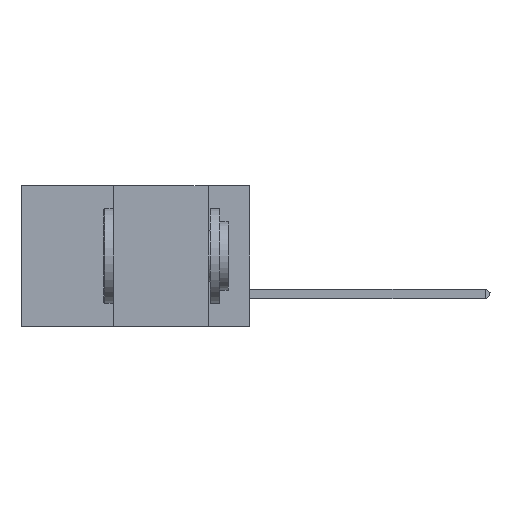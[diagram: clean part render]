
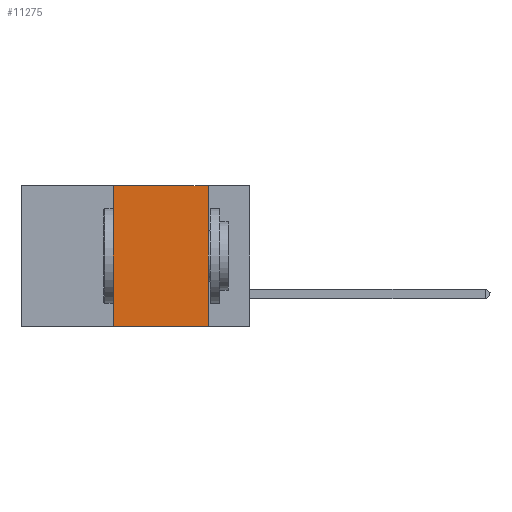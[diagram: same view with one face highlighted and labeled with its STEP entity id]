
A CAD part, left-side view. The second image highlights one B-rep face of the part: STEP entity #11275.
In plain terms, the highlighted planar face has unit normal (-1, 0, 0).
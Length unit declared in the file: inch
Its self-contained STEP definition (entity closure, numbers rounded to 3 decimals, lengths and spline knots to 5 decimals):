
#175 = EDGE_CURVE ( 'NONE', #36766, #15474, #26078, .T. ) ;
#2699 = CARTESIAN_POINT ( 'NONE',  ( 0., 0.36, 0. ) ) ;
#6188 = VERTEX_POINT ( 'NONE', #26425 ) ;
#7210 = EDGE_LOOP ( 'NONE', ( #21693, #39568, #37797, #10058 ) ) ;
#10058 = ORIENTED_EDGE ( 'NONE', *, *, #175, .T. ) ;
#11275 = ADVANCED_FACE ( 'NONE', ( #22405 ), #21257, .F. ) ;
#12814 = CARTESIAN_POINT ( 'NONE',  ( 0., 0.6, -0.37 ) ) ;
#14120 = LINE ( 'NONE', #2699, #24066 ) ;
#14346 = VECTOR ( 'NONE', #25918, 39.37008 ) ;
#15474 = VERTEX_POINT ( 'NONE', #17134 ) ;
#17134 = CARTESIAN_POINT ( 'NONE',  ( 0., 0.11, -0.37 ) ) ;
#18975 = CARTESIAN_POINT ( 'NONE',  ( 0., 0.36, 0. ) ) ;
#19775 = DIRECTION ( 'NONE',  ( 0., -1., 0. ) ) ;
#20206 = DIRECTION ( 'NONE',  ( 0., -1., 0. ) ) ;
#20649 = VECTOR ( 'NONE', #19775, 39.37008 ) ;
#20927 = VERTEX_POINT ( 'NONE', #18975 ) ;
#21185 = CARTESIAN_POINT ( 'NONE',  ( 0., 0.36, -0.37 ) ) ;
#21257 = PLANE ( 'NONE',  #33813 ) ;
#21362 = EDGE_CURVE ( 'NONE', #20927, #6188, #34952, .T. ) ;
#21424 = DIRECTION ( 'NONE',  ( 1., 0., 0. ) ) ;
#21693 = ORIENTED_EDGE ( 'NONE', *, *, #26299, .F. ) ;
#22405 = FACE_OUTER_BOUND ( 'NONE', #7210, .T. ) ;
#24066 = VECTOR ( 'NONE', #32376, 39.37008 ) ;
#24852 = VECTOR ( 'NONE', #20206, 39.37008 ) ;
#25918 = DIRECTION ( 'NONE',  ( 0., 0., -1. ) ) ;
#26078 = LINE ( 'NONE', #12814, #20649 ) ;
#26299 = EDGE_CURVE ( 'NONE', #6188, #15474, #42672, .T. ) ;
#26425 = CARTESIAN_POINT ( 'NONE',  ( 0., 0.11, 0. ) ) ;
#29088 = DIRECTION ( 'NONE',  ( 0., 0., -1. ) ) ;
#32376 = DIRECTION ( 'NONE',  ( 0., 0., 1. ) ) ;
#33813 = AXIS2_PLACEMENT_3D ( 'NONE', #36540, #21424, #29088 ) ;
#34952 = LINE ( 'NONE', #38950, #24852 ) ;
#36540 = CARTESIAN_POINT ( 'NONE',  ( 0., 0.6, 0. ) ) ;
#36766 = VERTEX_POINT ( 'NONE', #21185 ) ;
#37797 = ORIENTED_EDGE ( 'NONE', *, *, #39984, .F. ) ;
#38950 = CARTESIAN_POINT ( 'NONE',  ( 0., 0.6, 0. ) ) ;
#39568 = ORIENTED_EDGE ( 'NONE', *, *, #21362, .F. ) ;
#39984 = EDGE_CURVE ( 'NONE', #36766, #20927, #14120, .T. ) ;
#42672 = LINE ( 'NONE', #45422, #14346 ) ;
#45422 = CARTESIAN_POINT ( 'NONE',  ( 0., 0.11, 0. ) ) ;
